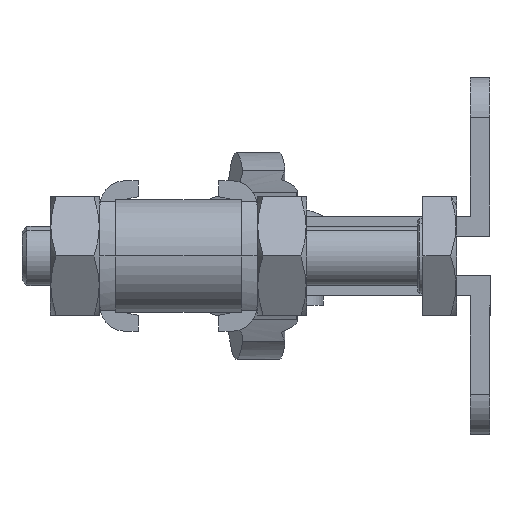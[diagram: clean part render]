
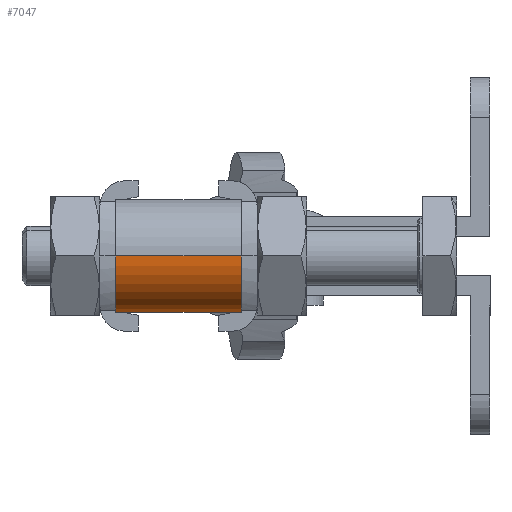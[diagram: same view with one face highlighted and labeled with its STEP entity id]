
A CAD part, left-side view. The second image highlights one B-rep face of the part: STEP entity #7047.
In plain terms, the highlighted cylindrical face has radius 5.7 mm (diameter 11.4 mm), a partial arc.
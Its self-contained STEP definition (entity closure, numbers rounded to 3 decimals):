
#251 = ORIENTED_EDGE ( 'NONE', *, *, #9447, .F. ) ;
#257 = VERTEX_POINT ( 'NONE', #4404 ) ;
#476 = CARTESIAN_POINT ( 'NONE',  ( -88.2, 25.08, -2. ) ) ;
#532 = DIRECTION ( 'NONE',  ( 1., 0., 0. ) ) ;
#536 = EDGE_CURVE ( 'NONE', #257, #5747, #7846, .T. ) ;
#1238 = CARTESIAN_POINT ( 'NONE',  ( -88.2, 12.78, -2. ) ) ;
#1295 = DIRECTION ( 'NONE',  ( 1., 0., 0. ) ) ;
#1353 = DIRECTION ( 'NONE',  ( 0., 1., 0. ) ) ;
#1482 = VECTOR ( 'NONE', #9233, 1000. ) ;
#1531 = DIRECTION ( 'NONE',  ( 0., -1., 0. ) ) ;
#1559 = CARTESIAN_POINT ( 'NONE',  ( -88.2, 37.78, -2. ) ) ;
#1586 = DIRECTION ( 'NONE',  ( -1., 0., 0. ) ) ;
#1723 = LINE ( 'NONE', #4324, #1482 ) ;
#2030 = VECTOR ( 'NONE', #1353, 1000. ) ;
#2097 = CIRCLE ( 'NONE', #2266, 5.7 ) ;
#2117 = AXIS2_PLACEMENT_3D ( 'NONE', #476, #8255, #532 ) ;
#2121 = CARTESIAN_POINT ( 'NONE',  ( -93.9, 12.78, -2. ) ) ;
#2266 = AXIS2_PLACEMENT_3D ( 'NONE', #1559, #1531, #1295 ) ;
#2277 = DIRECTION ( 'NONE',  ( 0., 1., 0. ) ) ;
#3047 = EDGE_CURVE ( 'NONE', #257, #3135, #4172, .T. ) ;
#3135 = VERTEX_POINT ( 'NONE', #3156 ) ;
#3156 = CARTESIAN_POINT ( 'NONE',  ( -93.9, 37.78, -2. ) ) ;
#3609 = ORIENTED_EDGE ( 'NONE', *, *, #9603, .T. ) ;
#3620 = CARTESIAN_POINT ( 'NONE',  ( -88.2, 37.78, -7.7 ) ) ;
#4172 = LINE ( 'NONE', #2121, #2030 ) ;
#4324 = CARTESIAN_POINT ( 'NONE',  ( -88.2, 12.78, -7.7 ) ) ;
#4404 = CARTESIAN_POINT ( 'NONE',  ( -93.9, 25.08, -2. ) ) ;
#4616 = EDGE_LOOP ( 'NONE', ( #4728, #8231, #3609, #251 ) ) ;
#4728 = ORIENTED_EDGE ( 'NONE', *, *, #536, .F. ) ;
#5284 = AXIS2_PLACEMENT_3D ( 'NONE', #1238, #2277, #1586 ) ;
#5695 = CYLINDRICAL_SURFACE ( 'NONE', #5284, 5.7 ) ;
#5747 = VERTEX_POINT ( 'NONE', #6425 ) ;
#6425 = CARTESIAN_POINT ( 'NONE',  ( -88.2, 25.08, -7.7 ) ) ;
#7047 = ADVANCED_FACE ( 'NONE', ( #9990 ), #5695, .T. ) ;
#7846 = CIRCLE ( 'NONE', #2117, 5.7 ) ;
#8231 = ORIENTED_EDGE ( 'NONE', *, *, #3047, .T. ) ;
#8255 = DIRECTION ( 'NONE',  ( 0., -1., 0. ) ) ;
#8343 = VERTEX_POINT ( 'NONE', #3620 ) ;
#9233 = DIRECTION ( 'NONE',  ( 0., 1., 0. ) ) ;
#9447 = EDGE_CURVE ( 'NONE', #5747, #8343, #1723, .T. ) ;
#9603 = EDGE_CURVE ( 'NONE', #3135, #8343, #2097, .T. ) ;
#9990 = FACE_OUTER_BOUND ( 'NONE', #4616, .T. ) ;
